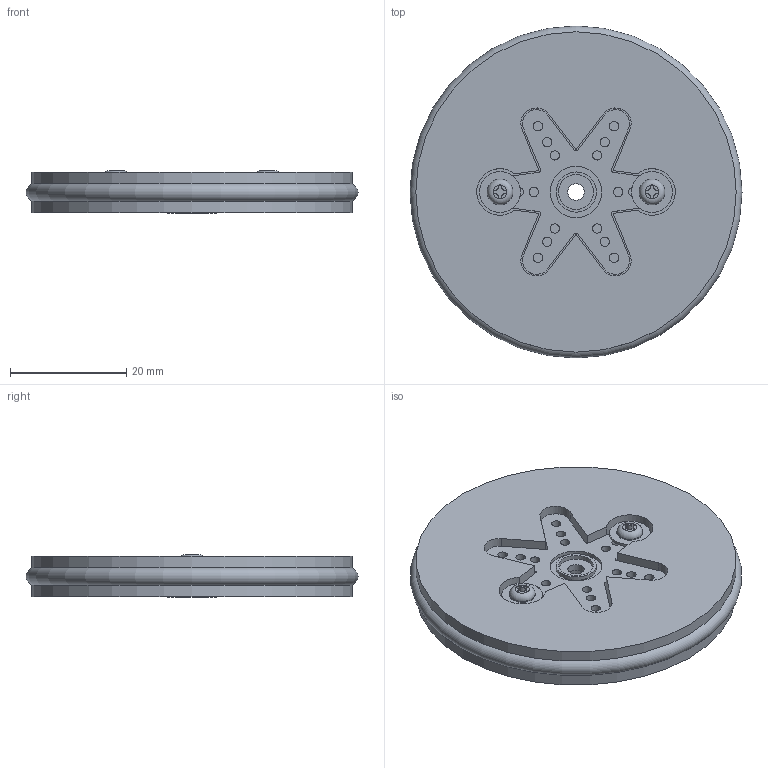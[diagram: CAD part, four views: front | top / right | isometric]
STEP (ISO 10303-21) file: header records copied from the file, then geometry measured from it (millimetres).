
FILE_DESCRIPTION(('FreeCAD Model'),'2;1');
FILE_NAME('renacuajo-wheel-6-arms-horn-assembly.stp','2014-09-14T11:16:47',('FreeCAD'),('FreeCAD'), 'Open CASCADE STEP processor 6.7','FreeCAD','Unknown');
FILE_SCHEMA(('AUTOMOTIVE_DESIGN_CC2 { 1 2 10303 214 -1 1 5 4 }'));
Length unit declared in the file: millimetre
Products named in the file (1): Renacuajo-wheel-6-arms-horn-assembly
Bounding box: 57 x 57 x 7.34 mm (x, y, z)
Volume: 16349.8 mm3; surface area: 10168.1 mm2
Topology: 5 solids, 5 shells, 161 faces, 423 edges, 281 vertices
Faces by surface type: plane 83, cylinder 68, cone 6, torus 4
Full cylindrical faces by diameter (mm): 1.6 x18, 1.7 x2, 2.4 x2, 2.8 x1, 4.4 x2, 5.8 x1, 6 x1, 6.9 x1, 7 x2, 8.4 x1, 8.9 x1, 10 x1, 10.4 x1, 55 x2
Entity records: 12719 total; most frequent: CARTESIAN_POINT 3378, DIRECTION 1480, ORIENTED_EDGE 842, PCURVE 842, DEFINITIONAL_REPRESENTATION 842, LINE 762, VECTOR 762, EDGE_CURVE 421
